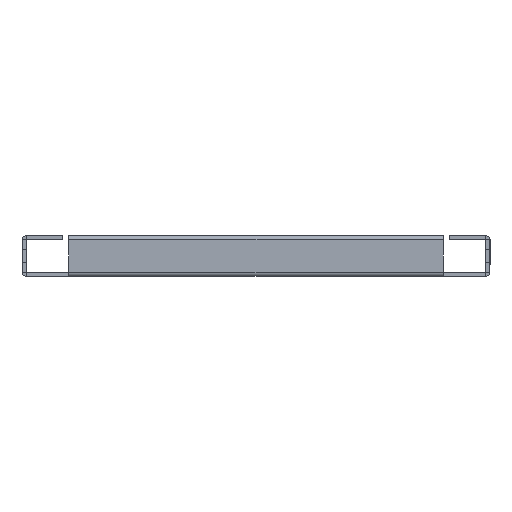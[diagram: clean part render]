
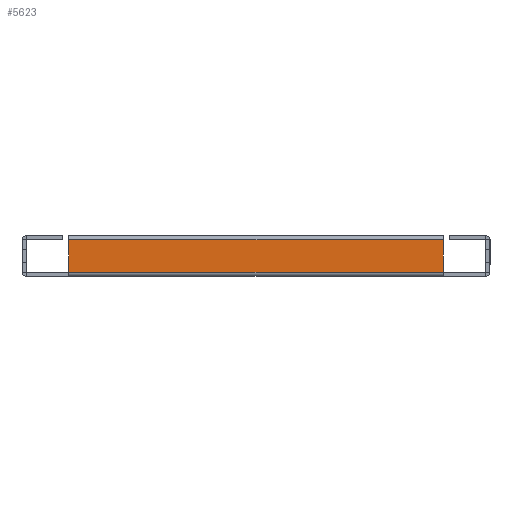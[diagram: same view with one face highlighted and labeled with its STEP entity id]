
A CAD part, left-side view. The second image highlights one B-rep face of the part: STEP entity #5623.
In plain terms, the highlighted planar face has unit normal (-1, 0, 0).
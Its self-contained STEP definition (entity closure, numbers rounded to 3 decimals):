
#67 = VERTEX_POINT ( 'NONE', #354 ) ;
#68 = VERTEX_POINT ( 'NONE', #355 ) ;
#71 = VERTEX_POINT ( 'NONE', #358 ) ;
#73 = VERTEX_POINT ( 'NONE', #360 ) ;
#354 = CARTESIAN_POINT ( 'NONE',  ( -941.51, -114.5, 22.49 ) ) ;
#355 = CARTESIAN_POINT ( 'NONE',  ( -941.51, -114.5, 2.51 ) ) ;
#358 = CARTESIAN_POINT ( 'NONE',  ( -941.51, 114.5, 22.49 ) ) ;
#360 = CARTESIAN_POINT ( 'NONE',  ( -941.51, 114.5, 2.51 ) ) ;
#912 = EDGE_CURVE ( 'NONE', #68, #73, #3887, .T. ) ;
#913 = EDGE_CURVE ( 'NONE', #68, #67, #3886, .T. ) ;
#919 = EDGE_CURVE ( 'NONE', #71, #73, #3897, .T. ) ;
#922 = EDGE_CURVE ( 'NONE', #67, #71, #3912, .T. ) ;
#2112 = CARTESIAN_POINT ( 'NONE',  ( -941.51, 114.5, 2.51 ) ) ;
#2116 = CARTESIAN_POINT ( 'NONE',  ( -941.51, -114.5, 2.5 ) ) ;
#2117 = DIRECTION ( 'NONE',  ( 0., 1., 0. ) ) ;
#2119 = DIRECTION ( 'NONE',  ( 0., 0., 1. ) ) ;
#2126 = CARTESIAN_POINT ( 'NONE',  ( -941.51, 114.5, 2.5 ) ) ;
#2131 = DIRECTION ( 'NONE',  ( 0., 0., -1. ) ) ;
#2136 = CARTESIAN_POINT ( 'NONE',  ( -941.51, -114.5, 22.49 ) ) ;
#2137 = DIRECTION ( 'NONE',  ( 0., 1., 0. ) ) ;
#3373 = PLANE ( 'NONE',  #5553 ) ;
#3378 = CARTESIAN_POINT ( 'NONE',  ( -941.51, 114.5, 2.5 ) ) ;
#3379 = DIRECTION ( 'NONE',  ( 1., 0., 0. ) ) ;
#3380 = DIRECTION ( 'NONE',  ( 0., 0., -1. ) ) ;
#3757 = EDGE_LOOP ( 'NONE', ( #4954, #5023, #4931, #4977 ) ) ;
#3886 = LINE ( 'NONE', #2116, #3894 ) ;
#3887 = LINE ( 'NONE', #2112, #3892 ) ;
#3892 = VECTOR ( 'NONE', #2117, 1000. ) ;
#3894 = VECTOR ( 'NONE', #2119, 1000. ) ;
#3897 = LINE ( 'NONE', #2126, #3906 ) ;
#3906 = VECTOR ( 'NONE', #2131, 1000. ) ;
#3912 = LINE ( 'NONE', #2136, #3913 ) ;
#3913 = VECTOR ( 'NONE', #2137, 1000. ) ;
#4354 = FACE_OUTER_BOUND ( 'NONE', #3757, .T. ) ;
#4931 = ORIENTED_EDGE ( 'NONE', *, *, #912, .F. ) ;
#4954 = ORIENTED_EDGE ( 'NONE', *, *, #922, .T. ) ;
#4977 = ORIENTED_EDGE ( 'NONE', *, *, #913, .T. ) ;
#5023 = ORIENTED_EDGE ( 'NONE', *, *, #919, .T. ) ;
#5553 = AXIS2_PLACEMENT_3D ( 'NONE', #3378, #3379, #3380 ) ;
#5623 = ADVANCED_FACE ( 'NONE', ( #4354 ), #3373, .F. ) ;
